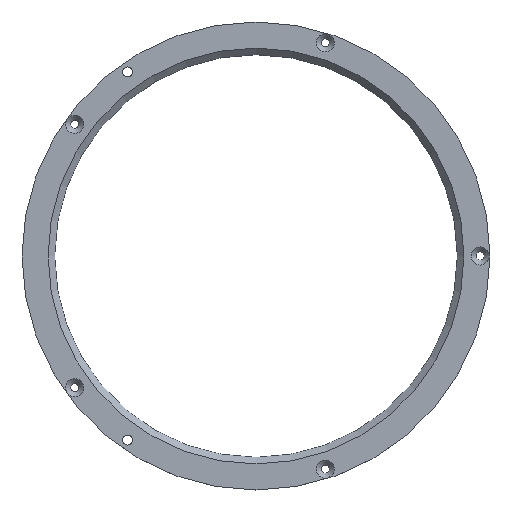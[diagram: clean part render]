
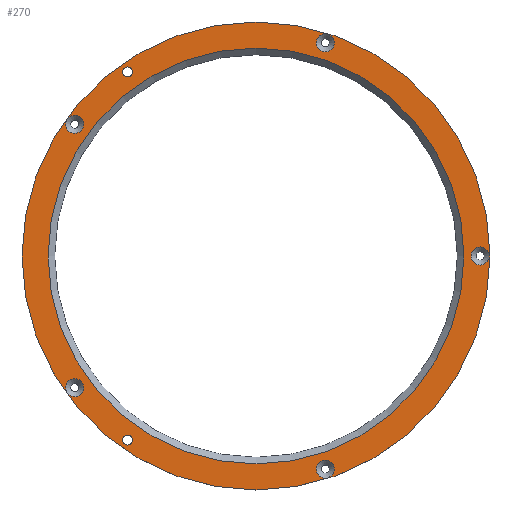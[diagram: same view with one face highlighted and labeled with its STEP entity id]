
A CAD part, top view. The second image highlights one B-rep face of the part: STEP entity #270.
In plain terms, the highlighted planar face has unit normal (0, 0, 1).
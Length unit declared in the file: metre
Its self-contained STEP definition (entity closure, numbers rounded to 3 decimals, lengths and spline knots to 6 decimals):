
#20=PLANE('',#315);
#38=ORIENTED_EDGE('',*,*,#86,.F.);
#39=ORIENTED_EDGE('',*,*,#87,.F.);
#40=ORIENTED_EDGE('',*,*,#88,.T.);
#41=ORIENTED_EDGE('',*,*,#89,.T.);
#42=ORIENTED_EDGE('',*,*,#90,.T.);
#43=ORIENTED_EDGE('',*,*,#91,.T.);
#44=ORIENTED_EDGE('',*,*,#92,.T.);
#45=ORIENTED_EDGE('',*,*,#93,.T.);
#46=ORIENTED_EDGE('',*,*,#74,.T.);
#74=EDGE_CURVE('',#100,#100,#126,.T.);
#86=EDGE_CURVE('',#112,#112,#138,.T.);
#87=EDGE_CURVE('',#113,#113,#139,.T.);
#88=EDGE_CURVE('',#114,#114,#140,.F.);
#89=EDGE_CURVE('',#115,#115,#141,.F.);
#90=EDGE_CURVE('',#116,#116,#142,.F.);
#91=EDGE_CURVE('',#117,#117,#143,.F.);
#92=EDGE_CURVE('',#118,#118,#144,.F.);
#93=EDGE_CURVE('',#119,#119,#145,.F.);
#100=VERTEX_POINT('',#439);
#112=VERTEX_POINT('',#468);
#113=VERTEX_POINT('',#470);
#114=VERTEX_POINT('',#472);
#115=VERTEX_POINT('',#474);
#116=VERTEX_POINT('',#476);
#117=VERTEX_POINT('',#478);
#118=VERTEX_POINT('',#480);
#119=VERTEX_POINT('',#482);
#126=CIRCLE('',#299,0.0709);
#138=CIRCLE('',#316,0.0015);
#139=CIRCLE('',#317,0.0015);
#140=CIRCLE('',#318,0.00275);
#141=CIRCLE('',#319,0.00275);
#142=CIRCLE('',#320,0.00275);
#143=CIRCLE('',#321,0.00275);
#144=CIRCLE('',#322,0.00275);
#145=CIRCLE('',#323,0.063);
#168=EDGE_LOOP('',(#38));
#169=EDGE_LOOP('',(#39));
#170=EDGE_LOOP('',(#40));
#171=EDGE_LOOP('',(#41));
#172=EDGE_LOOP('',(#42));
#173=EDGE_LOOP('',(#43));
#174=EDGE_LOOP('',(#44));
#175=EDGE_LOOP('',(#45));
#176=EDGE_LOOP('',(#46));
#220=FACE_BOUND('',#168,.T.);
#221=FACE_BOUND('',#169,.T.);
#222=FACE_BOUND('',#170,.T.);
#223=FACE_BOUND('',#171,.T.);
#224=FACE_BOUND('',#172,.T.);
#225=FACE_BOUND('',#173,.T.);
#226=FACE_BOUND('',#174,.T.);
#227=FACE_BOUND('',#175,.T.);
#228=FACE_BOUND('',#176,.T.);
#270=ADVANCED_FACE('',(#220,#221,#222,#223,#224,#225,#226,#227,#228),#20,
 .T.);
#299=AXIS2_PLACEMENT_3D('',#438,#348,#349);
#315=AXIS2_PLACEMENT_3D('',#466,#380,#381);
#316=AXIS2_PLACEMENT_3D('',#467,#382,#383);
#317=AXIS2_PLACEMENT_3D('',#469,#384,#385);
#318=AXIS2_PLACEMENT_3D('',#471,#386,#387);
#319=AXIS2_PLACEMENT_3D('',#473,#388,#389);
#320=AXIS2_PLACEMENT_3D('',#475,#390,#391);
#321=AXIS2_PLACEMENT_3D('',#477,#392,#393);
#322=AXIS2_PLACEMENT_3D('',#479,#394,#395);
#323=AXIS2_PLACEMENT_3D('',#481,#396,#397);
#348=DIRECTION('',(0.,0.,1.));
#349=DIRECTION('',(1.,0.,0.));
#380=DIRECTION('',(0.,0.,1.));
#381=DIRECTION('',(1.,0.,0.));
#382=DIRECTION('',(0.,0.,1.));
#383=DIRECTION('',(1.,0.,0.));
#384=DIRECTION('',(0.,0.,1.));
#385=DIRECTION('',(1.,0.,0.));
#386=DIRECTION('',(0.,0.,1.));
#387=DIRECTION('',(1.,0.,0.));
#388=DIRECTION('',(0.,0.,1.));
#389=DIRECTION('',(1.,0.,0.));
#390=DIRECTION('',(0.,0.,1.));
#391=DIRECTION('',(1.,0.,0.));
#392=DIRECTION('',(0.,0.,1.));
#393=DIRECTION('',(1.,0.,0.));
#394=DIRECTION('',(0.,0.,1.));
#395=DIRECTION('',(1.,0.,0.));
#396=DIRECTION('',(0.,0.,1.));
#397=DIRECTION('',(1.,0.,0.));
#438=CARTESIAN_POINT('',(0.,0.,0.008));
#439=CARTESIAN_POINT('',(0.0709,0.,0.008));
#466=CARTESIAN_POINT('',(-0.06595,0.,0.008));
#467=CARTESIAN_POINT('',(-0.038898,0.055776,0.008));
#468=CARTESIAN_POINT('',(-0.037398,0.055776,0.008));
#469=CARTESIAN_POINT('',(-0.038898,-0.055776,0.008));
#470=CARTESIAN_POINT('',(-0.037398,-0.055776,0.008));
#471=CARTESIAN_POINT('',(0.020982,-0.064577,0.008));
#472=CARTESIAN_POINT('',(0.023732,-0.064577,0.008));
#473=CARTESIAN_POINT('',(-0.054932,-0.039911,0.008));
#474=CARTESIAN_POINT('',(-0.052182,-0.039911,0.008));
#475=CARTESIAN_POINT('',(-0.054932,0.039911,0.008));
#476=CARTESIAN_POINT('',(-0.052182,0.039911,0.008));
#477=CARTESIAN_POINT('',(0.020982,0.064577,0.008));
#478=CARTESIAN_POINT('',(0.023732,0.064577,0.008));
#479=CARTESIAN_POINT('',(0.0679,0.,0.008));
#480=CARTESIAN_POINT('',(0.07065,0.,0.008));
#481=CARTESIAN_POINT('',(0.,0.,0.008));
#482=CARTESIAN_POINT('',(0.063,0.,0.008));
